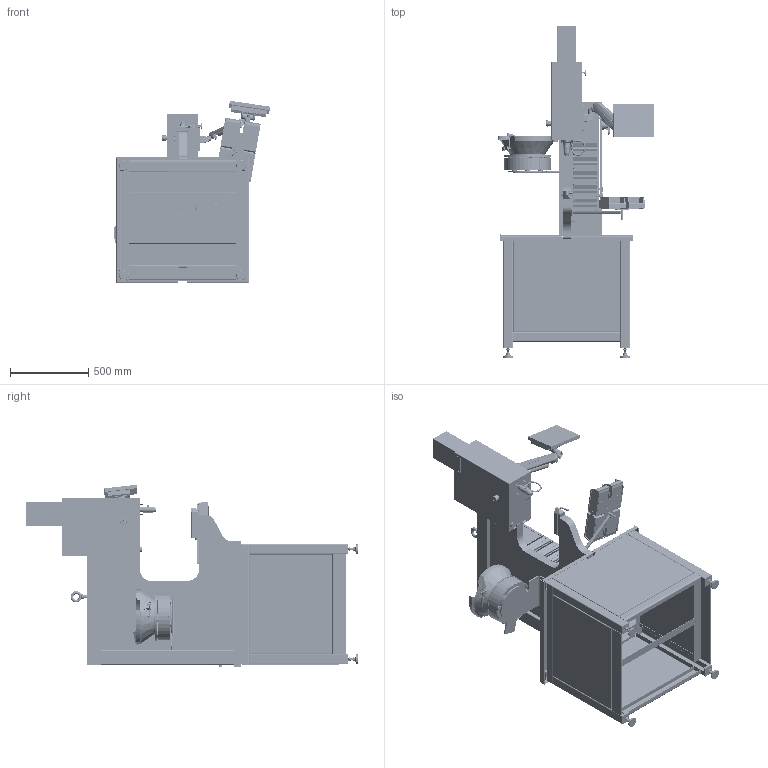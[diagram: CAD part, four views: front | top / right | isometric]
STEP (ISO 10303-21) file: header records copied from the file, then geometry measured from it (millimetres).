
FILE_DESCRIPTION (( 'STEP AP203' ), '1' );
FILE_NAME ('618 MSPe-5 MODEL.STEP', '2022-10-27T23:14:03', ( '' ), ( '' ), 'SwSTEP 2.0', 'SolidWorks 2020', '' );
FILE_SCHEMA (( 'CONFIG_CONTROL_DESIGN' ));
Products named in the file (1): 618 MSPe-5 MODEL
Bounding box: 1000.11 x 2123.26 x 1168.47 mm (x, y, z)
Volume: 138027755.5 mm3; surface area: 16830081.9 mm2
Topology: 31 solids, 34 shells, 9211 faces, 22926 edges, 13943 vertices
Faces by surface type: plane 3996, cylinder 2110, cone 1806, bspline 977, torus 260, sphere 62
Entity records: 380748 total; most frequent: CARTESIAN_POINT 170126, ORIENTED_EDGE 45680, DIRECTION 42120, EDGE_CURVE 22840, AXIS2_PLACEMENT_3D 15421, VERTEX_POINT 13941, LINE 11278, VECTOR 11278
